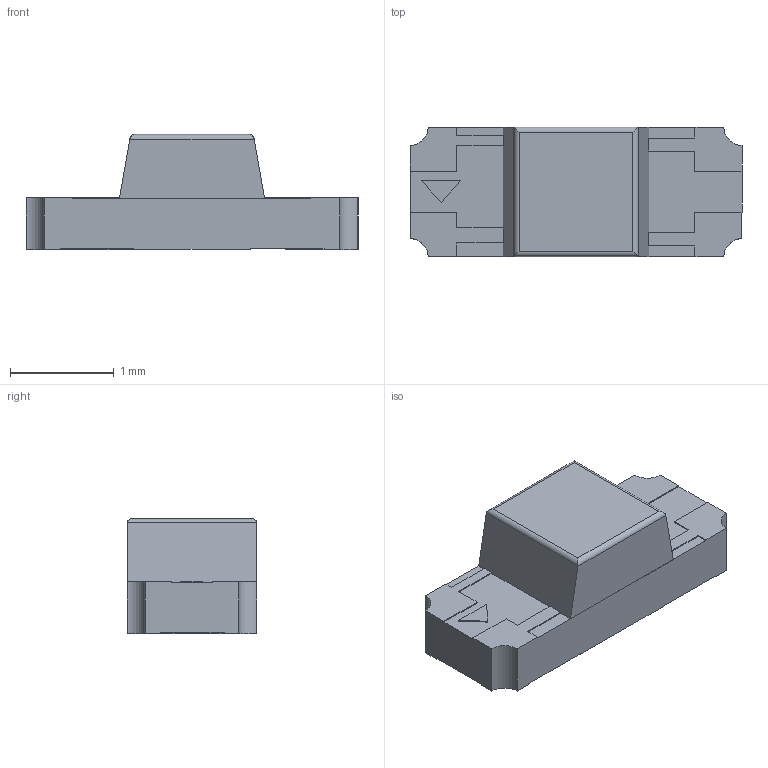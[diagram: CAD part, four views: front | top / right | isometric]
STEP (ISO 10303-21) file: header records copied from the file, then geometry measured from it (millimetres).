
FILE_DESCRIPTION(/* description */ (''),/* implementation_level */ '2;1');
FILE_NAME(/* name */ 'LED_MHT151RGBCT.step',/* time_stamp */ '2024-07-13T17:10:28+02:00',/* author */ (''),/* organization */ (''),/* preprocessor_version */ 'ST-DEVELOPER v20',/* originating_system */ 'Autodesk Translation Framework v13.14.0.145',/* authorisation */ '');
FILE_SCHEMA (('AUTOMOTIVE_DESIGN { 1 0 10303 214 3 1 1 }'));
Length unit declared in the file: millimetre
Products named in the file (1): MHT151RGBCT
Bounding box: 3.2 x 1.25 x 1.11 mm (x, y, z)
Volume: 2.9 mm3; surface area: 18.5 mm2
Topology: 2 solids, 2 shells, 117 faces, 323 edges, 214 vertices
Faces by surface type: plane 109, cylinder 8
Entity records: 3820 total; most frequent: CARTESIAN_POINT 655, ORIENTED_EDGE 646, DIRECTION 575, EDGE_CURVE 323, LINE 307, VECTOR 307, VERTEX_POINT 214, AXIS2_PLACEMENT_3D 134
